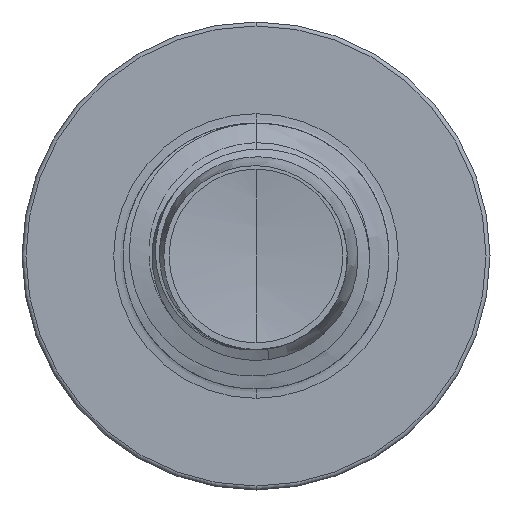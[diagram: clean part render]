
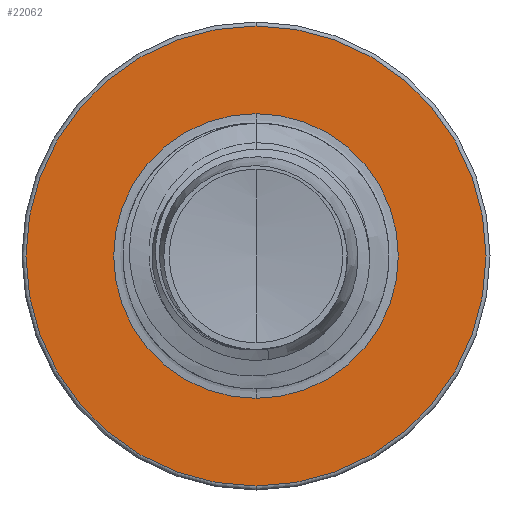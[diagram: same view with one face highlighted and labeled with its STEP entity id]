
A CAD part, front view. The second image highlights one B-rep face of the part: STEP entity #22062.
In plain terms, the highlighted planar face has unit normal (0, -1, 0).
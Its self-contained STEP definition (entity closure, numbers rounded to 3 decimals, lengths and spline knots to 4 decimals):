
#1084 = CIRCLE ( 'NONE', #31922, 2.6768 ) ;
#1261 = AXIS2_PLACEMENT_3D ( 'NONE', #2522, #28762, #6835 ) ;
#2522 = CARTESIAN_POINT ( 'NONE',  ( 0., 25., 0. ) ) ;
#4471 = DIRECTION ( 'NONE',  ( 0., 0., 1. ) ) ;
#4534 = DIRECTION ( 'NONE',  ( 0., 1., 0. ) ) ;
#4545 = PLANE ( 'NONE',  #10650 ) ;
#4654 = CARTESIAN_POINT ( 'NONE',  ( 0., 25., -2.6768 ) ) ;
#6835 = DIRECTION ( 'NONE',  ( 0., 0., 1. ) ) ;
#8096 = CARTESIAN_POINT ( 'NONE',  ( 0., 25., 2.6768 ) ) ;
#8613 = DIRECTION ( 'NONE',  ( 0., 0., 1. ) ) ;
#8714 = DIRECTION ( 'NONE',  ( 0., 1., 0. ) ) ;
#8790 = CARTESIAN_POINT ( 'NONE',  ( 0., 25., 0. ) ) ;
#9240 = EDGE_LOOP ( 'NONE', ( #38574, #18800 ) ) ;
#9308 = VERTEX_POINT ( 'NONE', #8096 ) ;
#9811 = ORIENTED_EDGE ( 'NONE', *, *, #15119, .T. ) ;
#10650 = AXIS2_PLACEMENT_3D ( 'NONE', #4654, #4534, #4471 ) ;
#11433 = FACE_BOUND ( 'NONE', #39199, .T. ) ;
#15119 = EDGE_CURVE ( 'NONE', #9308, #34509, #1084, .T. ) ;
#15272 = AXIS2_PLACEMENT_3D ( 'NONE', #29406, #29368, #29359 ) ;
#17742 = AXIS2_PLACEMENT_3D ( 'NONE', #29794, #29791, #29673 ) ;
#18800 = ORIENTED_EDGE ( 'NONE', *, *, #33031, .F. ) ;
#19355 = CIRCLE ( 'NONE', #1261, 4.325 ) ;
#19738 = CIRCLE ( 'NONE', #15272, 2.6768 ) ;
#19873 = EDGE_CURVE ( 'NONE', #20158, #35746, #40289, .T. ) ;
#19986 = EDGE_CURVE ( 'NONE', #34509, #9308, #19738, .T. ) ;
#20158 = VERTEX_POINT ( 'NONE', #27898 ) ;
#22062 = ADVANCED_FACE ( 'NONE', ( #28287, #11433 ), #4545, .F. ) ;
#27898 = CARTESIAN_POINT ( 'NONE',  ( 0., 25., 4.325 ) ) ;
#28287 = FACE_OUTER_BOUND ( 'NONE', #9240, .T. ) ;
#28762 = DIRECTION ( 'NONE',  ( 0., 1., 0. ) ) ;
#29359 = DIRECTION ( 'NONE',  ( 0., 0., 1. ) ) ;
#29368 = DIRECTION ( 'NONE',  ( 0., 1., 0. ) ) ;
#29406 = CARTESIAN_POINT ( 'NONE',  ( 0., 25., 0. ) ) ;
#29673 = DIRECTION ( 'NONE',  ( 0., 0., 1. ) ) ;
#29791 = DIRECTION ( 'NONE',  ( 0., 1., 0. ) ) ;
#29794 = CARTESIAN_POINT ( 'NONE',  ( 0., 25., 0. ) ) ;
#29985 = CARTESIAN_POINT ( 'NONE',  ( 0., 25., -4.325 ) ) ;
#31922 = AXIS2_PLACEMENT_3D ( 'NONE', #8790, #8714, #8613 ) ;
#32247 = CARTESIAN_POINT ( 'NONE',  ( 0., 25., -2.6768 ) ) ;
#33031 = EDGE_CURVE ( 'NONE', #35746, #20158, #19355, .T. ) ;
#34509 = VERTEX_POINT ( 'NONE', #32247 ) ;
#35746 = VERTEX_POINT ( 'NONE', #29985 ) ;
#38574 = ORIENTED_EDGE ( 'NONE', *, *, #19873, .F. ) ;
#39199 = EDGE_LOOP ( 'NONE', ( #9811, #40969 ) ) ;
#40289 = CIRCLE ( 'NONE', #17742, 4.325 ) ;
#40969 = ORIENTED_EDGE ( 'NONE', *, *, #19986, .T. ) ;
